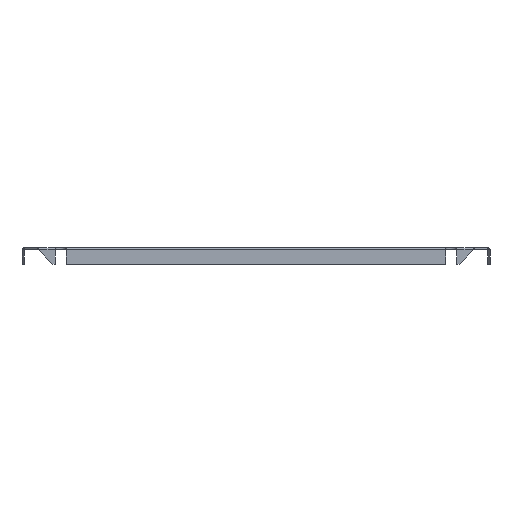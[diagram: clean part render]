
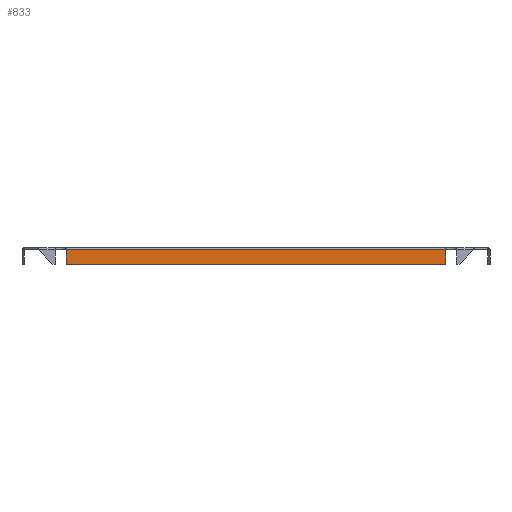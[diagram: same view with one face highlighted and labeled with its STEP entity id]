
A CAD part, front view. The second image highlights one B-rep face of the part: STEP entity #833.
In plain terms, the highlighted planar face has unit normal (0, -1, 0).
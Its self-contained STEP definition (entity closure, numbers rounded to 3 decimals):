
#57 = VECTOR ( 'NONE', #2256, 1000. ) ;
#83 = CARTESIAN_POINT ( 'NONE',  ( 141.5, -276.367, -1.5 ) ) ;
#147 = CARTESIAN_POINT ( 'NONE',  ( -141.5, -276.367, 274.203 ) ) ;
#387 = ORIENTED_EDGE ( 'NONE', *, *, #2220, .T. ) ;
#426 = LINE ( 'NONE', #819, #1035 ) ;
#473 = DIRECTION ( 'NONE',  ( 1., 0., 0. ) ) ;
#525 = VERTEX_POINT ( 'NONE', #1215 ) ;
#543 = EDGE_CURVE ( 'NONE', #1212, #786, #705, .T. ) ;
#545 = AXIS2_PLACEMENT_3D ( 'NONE', #1868, #1711, #2255 ) ;
#588 = DIRECTION ( 'NONE',  ( 0., 0., 1. ) ) ;
#705 = LINE ( 'NONE', #147, #852 ) ;
#720 = ORIENTED_EDGE ( 'NONE', *, *, #543, .F. ) ;
#786 = VERTEX_POINT ( 'NONE', #1331 ) ;
#819 = CARTESIAN_POINT ( 'NONE',  ( 141.5, -276.367, 274.203 ) ) ;
#833 = ADVANCED_FACE ( 'NONE', ( #2102 ), #1319, .F. ) ;
#852 = VECTOR ( 'NONE', #1944, 1000. ) ;
#859 = CARTESIAN_POINT ( 'NONE',  ( 0., -276.367, -1.5 ) ) ;
#1035 = VECTOR ( 'NONE', #588, 1000. ) ;
#1212 = VERTEX_POINT ( 'NONE', #2076 ) ;
#1215 = CARTESIAN_POINT ( 'NONE',  ( 141.5, -276.367, -12.002 ) ) ;
#1238 = ORIENTED_EDGE ( 'NONE', *, *, #2259, .T. ) ;
#1319 = PLANE ( 'NONE',  #545 ) ;
#1331 = CARTESIAN_POINT ( 'NONE',  ( -141.5, -276.367, -1.5 ) ) ;
#1476 = VECTOR ( 'NONE', #473, 1000. ) ;
#1515 = EDGE_CURVE ( 'NONE', #786, #2296, #2277, .T. ) ;
#1711 = DIRECTION ( 'NONE',  ( 0., 1., 0. ) ) ;
#1724 = CARTESIAN_POINT ( 'NONE',  ( -184.205, -276.367, -12.002 ) ) ;
#1868 = CARTESIAN_POINT ( 'NONE',  ( 0., -276.367, 274.203 ) ) ;
#1944 = DIRECTION ( 'NONE',  ( 0., 0., 1. ) ) ;
#2053 = LINE ( 'NONE', #1724, #57 ) ;
#2071 = ORIENTED_EDGE ( 'NONE', *, *, #1515, .F. ) ;
#2076 = CARTESIAN_POINT ( 'NONE',  ( -141.5, -276.367, -12.002 ) ) ;
#2102 = FACE_OUTER_BOUND ( 'NONE', #2123, .T. ) ;
#2123 = EDGE_LOOP ( 'NONE', ( #2071, #720, #387, #1238 ) ) ;
#2220 = EDGE_CURVE ( 'NONE', #1212, #525, #2053, .T. ) ;
#2255 = DIRECTION ( 'NONE',  ( -1., 0., 0. ) ) ;
#2256 = DIRECTION ( 'NONE',  ( 1., 0., 0. ) ) ;
#2259 = EDGE_CURVE ( 'NONE', #525, #2296, #426, .T. ) ;
#2277 = LINE ( 'NONE', #859, #1476 ) ;
#2296 = VERTEX_POINT ( 'NONE', #83 ) ;
